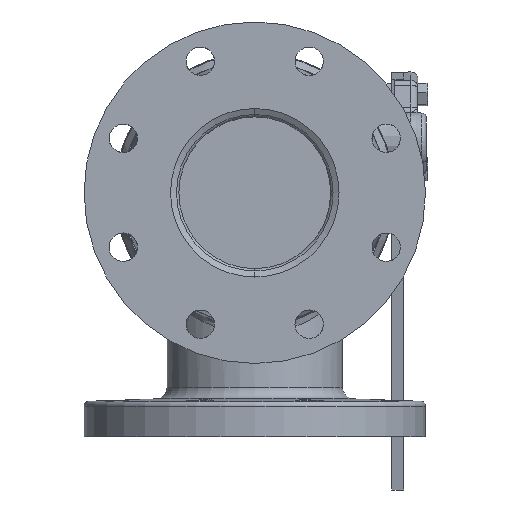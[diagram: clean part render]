
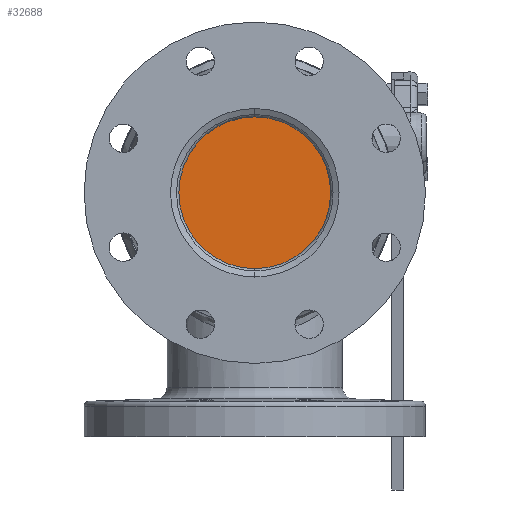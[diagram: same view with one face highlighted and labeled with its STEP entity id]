
A CAD part, front view. The second image highlights one B-rep face of the part: STEP entity #32688.
In plain terms, the highlighted planar face has unit normal (0, -1, 0).
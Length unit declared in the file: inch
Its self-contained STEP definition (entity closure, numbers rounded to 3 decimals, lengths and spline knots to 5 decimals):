
#517 = CIRCLE ( 'NONE', #46507, 2. ) ;
#1584 = DIRECTION ( 'NONE',  ( 0., 0., 1. ) ) ;
#3689 = CIRCLE ( 'NONE', #9544, 2. ) ;
#5565 = DIRECTION ( 'NONE',  ( 0., 1., 0. ) ) ;
#8148 = CARTESIAN_POINT ( 'NONE',  ( 0., -8.86386, 0. ) ) ;
#9544 = AXIS2_PLACEMENT_3D ( 'NONE', #8148, #5565, #1584 ) ;
#14984 = DIRECTION ( 'NONE',  ( 0., -1., 0. ) ) ;
#18617 = ORIENTED_EDGE ( 'NONE', *, *, #50774, .F. ) ;
#20643 = CARTESIAN_POINT ( 'NONE',  ( 0., -8.86386, -2. ) ) ;
#20833 = PLANE ( 'NONE',  #33132 ) ;
#23653 = DIRECTION ( 'NONE',  ( 1., 0., 0. ) ) ;
#27650 = DIRECTION ( 'NONE',  ( 0., 0., 1. ) ) ;
#29348 = EDGE_CURVE ( 'NONE', #42851, #50493, #3689, .T. ) ;
#32688 = ADVANCED_FACE ( 'NONE', ( #46941 ), #20833, .T. ) ;
#33132 = AXIS2_PLACEMENT_3D ( 'NONE', #35537, #14984, #23653 ) ;
#33707 = EDGE_LOOP ( 'NONE', ( #40016, #18617 ) ) ;
#35537 = CARTESIAN_POINT ( 'NONE',  ( 0., -8.86386, 0. ) ) ;
#36006 = CARTESIAN_POINT ( 'NONE',  ( 0., -8.86386, 0. ) ) ;
#38635 = CARTESIAN_POINT ( 'NONE',  ( 0., -8.86386, 2. ) ) ;
#40016 = ORIENTED_EDGE ( 'NONE', *, *, #29348, .F. ) ;
#42851 = VERTEX_POINT ( 'NONE', #20643 ) ;
#46507 = AXIS2_PLACEMENT_3D ( 'NONE', #36006, #48379, #27650 ) ;
#46941 = FACE_OUTER_BOUND ( 'NONE', #33707, .T. ) ;
#48379 = DIRECTION ( 'NONE',  ( 0., 1., 0. ) ) ;
#50493 = VERTEX_POINT ( 'NONE', #38635 ) ;
#50774 = EDGE_CURVE ( 'NONE', #50493, #42851, #517, .T. ) ;
